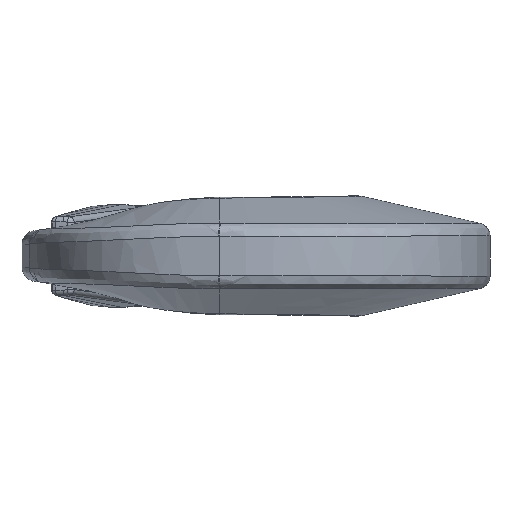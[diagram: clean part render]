
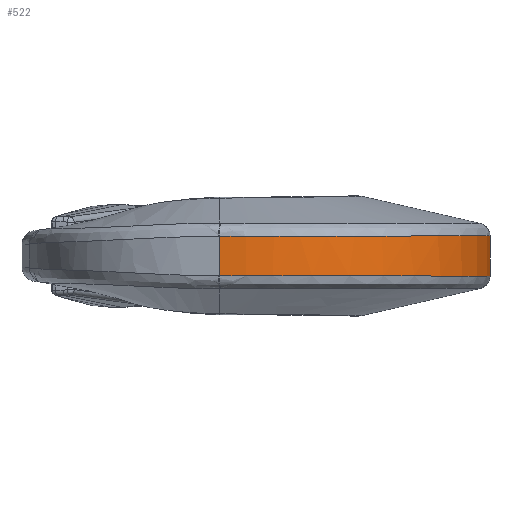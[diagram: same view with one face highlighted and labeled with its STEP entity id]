
A CAD part, front view. The second image highlights one B-rep face of the part: STEP entity #522.
In plain terms, the highlighted cylindrical face has radius 82.774 mm (diameter 165.547 mm), a partial arc.
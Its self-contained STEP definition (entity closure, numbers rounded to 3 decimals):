
#344=CYLINDRICAL_SURFACE('',#5304,82.774);
#452=(
BOUNDED_CURVE()
B_SPLINE_CURVE(3,(#9106,#9107,#9108,#9109,#9110,#9111,#9112,#9113,#9114,
#9115,#9116,#9117,#9118,#9119,#9120,#9121,#9122,#9123),.UNSPECIFIED.,.F.,
.F.)
B_SPLINE_CURVE_WITH_KNOTS((4,2,2,2,2,2,2,2,4),(0.,0.125,0.25,0.375,0.5,0.625,
0.75,0.875,1.),.UNSPECIFIED.)
CURVE()
GEOMETRIC_REPRESENTATION_ITEM()
RATIONAL_B_SPLINE_CURVE((1.,1.,1.,1.,1.,1.,1.,1.,1.,1.,1.,1.,1.,1.,1.,1.,
1.,1.))
REPRESENTATION_ITEM('')
);
#522=ADVANCED_FACE('',(#938),#344,.T.);
#938=FACE_OUTER_BOUND('',#1270,.T.);
#1270=EDGE_LOOP('',(#2054,#2055,#2056,#2057));
#1782=B_SPLINE_CURVE_WITH_KNOTS('',3,(#9078,#9079,#9080,#9081,#9082,#9083,
#9084,#9085,#9086,#9087,#9088,#9089,#9090,#9091,#9092,#9093,#9094,#9095,
#9096,#9097,#9098,#9099,#9100,#9101,#9102),.UNSPECIFIED.,.F.,.F.,(4,2,2,
2,2,2,2,1,2,2,2,2,4),(0.,0.125,0.25,0.375,0.437,0.469,0.484,
0.492,0.496,0.5,0.625,0.75,1.),.UNSPECIFIED.);
#2054=ORIENTED_EDGE('',*,*,#4105,.F.);
#2055=ORIENTED_EDGE('',*,*,#4106,.T.);
#2056=ORIENTED_EDGE('',*,*,#4107,.T.);
#2057=ORIENTED_EDGE('',*,*,#4108,.F.);
#3629=VERTEX_POINT('',#9076);
#3630=VERTEX_POINT('',#9077);
#3631=VERTEX_POINT('',#9103);
#3632=VERTEX_POINT('',#9105);
#4105=EDGE_CURVE('',#3629,#3630,#4846,.T.);
#4106=EDGE_CURVE('',#3629,#3631,#1782,.T.);
#4107=EDGE_CURVE('',#3631,#3632,#4847,.T.);
#4108=EDGE_CURVE('',#3630,#3632,#452,.T.);
#4846=LINE('',#9075,#5075);
#4847=LINE('',#9104,#5076);
#5075=VECTOR('',#5798,1.);
#5076=VECTOR('',#5799,1.);
#5304=AXIS2_PLACEMENT_3D('',#9124,#5800,#5801);
#5798=DIRECTION('',(0.,0.,-1.));
#5799=DIRECTION('',(0.,0.,-1.));
#5800=DIRECTION('',(0.,0.,-1.));
#5801=DIRECTION('',(-1.,0.,0.));
#9075=CARTESIAN_POINT('',(89.5,0.,60.));
#9076=CARTESIAN_POINT('',(89.5,0.,6.726));
#9077=CARTESIAN_POINT('',(89.5,0.,-6.726));
#9078=CARTESIAN_POINT('',(89.5,0.,6.725));
#9079=CARTESIAN_POINT('',(89.5,-3.115,6.725));
#9080=CARTESIAN_POINT('',(89.331,-6.882,6.723));
#9081=CARTESIAN_POINT('',(88.133,-15.615,6.713));
#9082=CARTESIAN_POINT('',(87.102,-20.585,6.706));
#9083=CARTESIAN_POINT('',(83.522,-31.407,6.686));
#9084=CARTESIAN_POINT('',(80.968,-37.264,6.674));
#9085=CARTESIAN_POINT('',(75.491,-46.208,6.652));
#9086=CARTESIAN_POINT('',(73.391,-49.212,6.644));
#9087=CARTESIAN_POINT('',(69.78,-53.659,6.631));
#9088=CARTESIAN_POINT('',(68.5,-55.131,6.626));
#9089=CARTESIAN_POINT('',(66.459,-57.31,6.619));
#9090=CARTESIAN_POINT('',(65.759,-58.031,6.617));
#9091=CARTESIAN_POINT('',(64.678,-59.104,6.614));
#9092=CARTESIAN_POINT('',(64.13,-59.639,6.612));
#9093=CARTESIAN_POINT('',(63.571,-60.169,6.61));
#9094=CARTESIAN_POINT('',(63.195,-60.521,6.609));
#9095=CARTESIAN_POINT('',(62.979,-60.722,6.608));
#9096=CARTESIAN_POINT('',(57.593,-65.685,6.591));
#9097=CARTESIAN_POINT('',(52.017,-69.578,6.577));
#9098=CARTESIAN_POINT('',(40.786,-75.713,6.554));
#9099=CARTESIAN_POINT('',(35.13,-77.956,6.546));
#9100=CARTESIAN_POINT('',(18.709,-82.691,6.53));
#9101=CARTESIAN_POINT('',(8.556,-83.198,6.531));
#9102=CARTESIAN_POINT('',(0.,-82.5,6.543));
#9103=CARTESIAN_POINT('',(0.,-82.5,6.543));
#9104=CARTESIAN_POINT('',(0.,-82.5,60.));
#9105=CARTESIAN_POINT('',(0.,-82.5,-6.543));
#9106=CARTESIAN_POINT('',(89.5,0.,-6.725));
#9107=CARTESIAN_POINT('',(89.5,-5.75,-6.725));
#9108=CARTESIAN_POINT('',(88.907,-11.411,-6.72));
#9109=CARTESIAN_POINT('',(86.571,-22.557,-6.706));
#9110=CARTESIAN_POINT('',(84.8,-28.076,-6.698));
#9111=CARTESIAN_POINT('',(80.235,-38.474,-6.675));
#9112=CARTESIAN_POINT('',(77.436,-43.411,-6.661));
#9113=CARTESIAN_POINT('',(70.776,-52.744,-6.634));
#9114=CARTESIAN_POINT('',(66.985,-57.031,-6.621));
#9115=CARTESIAN_POINT('',(58.646,-64.714,-6.594));
#9116=CARTESIAN_POINT('',(54.02,-68.171,-6.58));
#9117=CARTESIAN_POINT('',(44.219,-74.016,-6.557));
#9118=CARTESIAN_POINT('',(39.076,-76.403,-6.549));
#9119=CARTESIAN_POINT('',(28.311,-80.112,-6.536));
#9120=CARTESIAN_POINT('',(22.67,-81.422,-6.531));
#9121=CARTESIAN_POINT('',(11.411,-82.836,-6.53));
#9122=CARTESIAN_POINT('',(5.73,-82.967,-6.535));
#9123=CARTESIAN_POINT('',(0.,-82.5,-6.543));
#9124=CARTESIAN_POINT('',(6.726,0.,60.));
